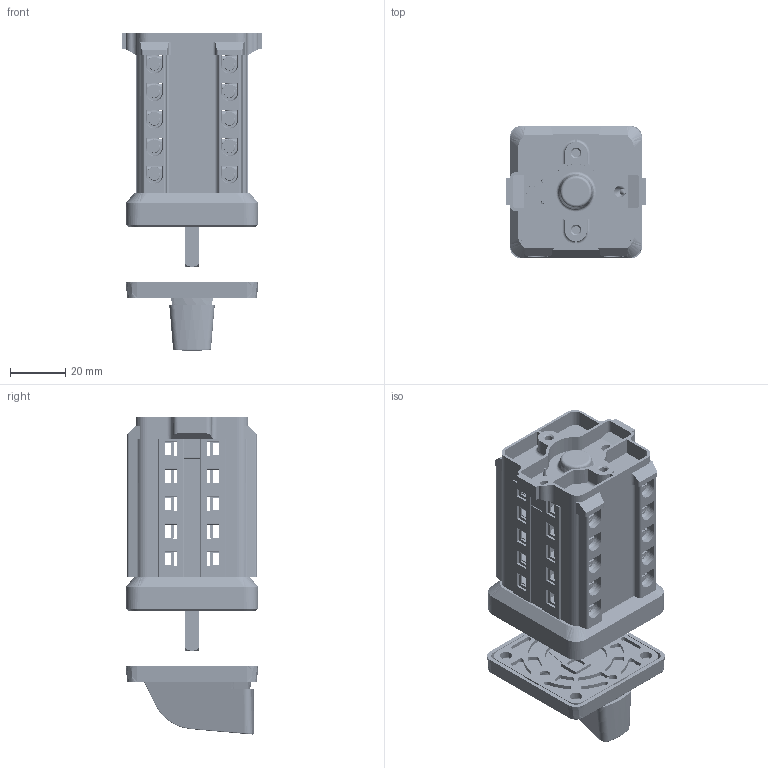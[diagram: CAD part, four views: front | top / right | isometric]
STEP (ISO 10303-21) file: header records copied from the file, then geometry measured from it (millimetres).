
FILE_DESCRIPTION(/* description */ ('Unknown'),/* implementation_level */ '2;1');
FILE_NAME(/* name */ '315.075',/* time_stamp */ '2025-11-20T12:03:01-03:00',/* author */ ('Unknown'),/* organization */ ('Unknown'),/* preprocessor_version */ 'ST-DEVELOPER v16.7',/* originating_system */ 'Solid Edge',/* authorisation */ 'Unknown');
FILE_SCHEMA (('AUTOMOTIVE_DESIGN {1 0 10303 214 3 1 1}'));
Products named in the file (1): 315.075
Bounding box: 51 x 48 x 115.24 mm (x, y, z)
Volume: 68822.7 mm3; surface area: 80741.2 mm2
Topology: 2 solids, 23 shells, 3656 faces, 11035 edges, 7184 vertices
Faces by surface type: plane 2428, cylinder 813, bspline 274, cone 83, torus 58
Full cylindrical faces by diameter (mm): 2.15 x2, 2.5 x2, 2.9 x2, 3.2 x4, 3.242 x2, 3.7 x2, 4.2 x6, 4.5 x8, 6 x20, 7.2 x4, 8.198 x2, 8.4 x5, 9 x2, 11 x4, 22.5 x1, 26.2 x1
Entity records: 189089 total; most frequent: CARTESIAN_POINT 68093, ORIENTED_EDGE 21588, DIRECTION 19051, EDGE_CURVE 10794, LINE 7433, VECTOR 7433, VERTEX_POINT 7068, AXIS2_PLACEMENT_3D 5809
